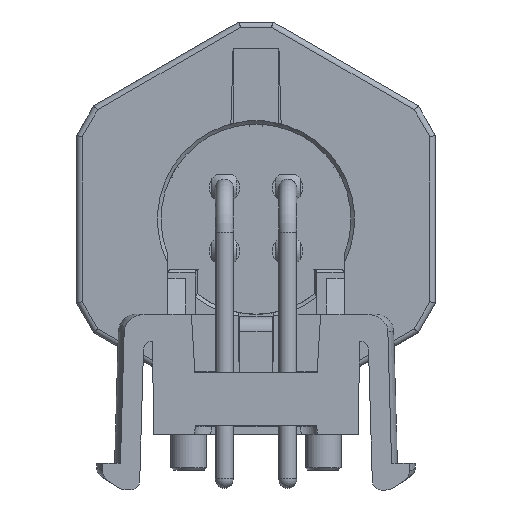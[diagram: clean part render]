
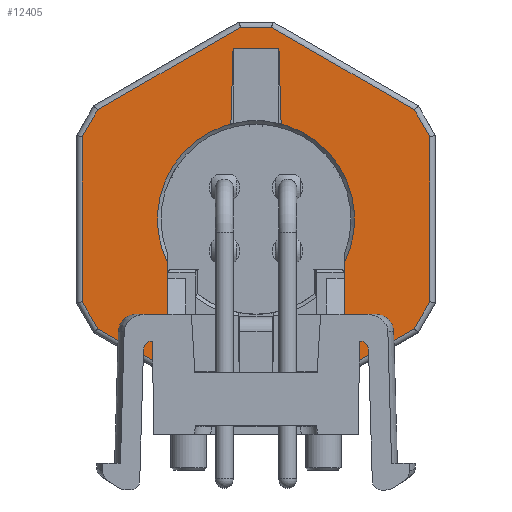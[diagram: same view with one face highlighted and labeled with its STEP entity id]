
A CAD part, left-side view. The second image highlights one B-rep face of the part: STEP entity #12405.
In plain terms, the highlighted planar face has unit normal (-1, 0, 0).
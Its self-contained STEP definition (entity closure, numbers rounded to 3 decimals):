
#339=PLANE('',#13343);
#990=LINE('',#18158,#2235);
#1011=LINE('',#18217,#2256);
#1013=LINE('',#18229,#2258);
#1023=LINE('',#18264,#2268);
#1024=LINE('',#18265,#2269);
#1025=LINE('',#18266,#2270);
#1026=LINE('',#18267,#2271);
#1027=LINE('',#18268,#2272);
#1028=LINE('',#18270,#2273);
#1029=LINE('',#18272,#2274);
#1030=LINE('',#18274,#2275);
#1031=LINE('',#18276,#2276);
#1032=LINE('',#18278,#2277);
#1033=LINE('',#18280,#2278);
#1034=LINE('',#18282,#2279);
#1035=LINE('',#18284,#2280);
#2235=VECTOR('',#14727,1000.);
#2256=VECTOR('',#14770,1000.);
#2258=VECTOR('',#14784,1000.);
#2268=VECTOR('',#14818,1000.);
#2269=VECTOR('',#14819,1000.);
#2270=VECTOR('',#14820,1000.);
#2271=VECTOR('',#14821,1000.);
#2272=VECTOR('',#14822,1000.);
#2273=VECTOR('',#14823,1000.);
#2274=VECTOR('',#14824,1000.);
#2275=VECTOR('',#14825,1000.);
#2276=VECTOR('',#14826,1000.);
#2277=VECTOR('',#14827,1000.);
#2278=VECTOR('',#14828,1000.);
#2279=VECTOR('',#14829,1000.);
#2280=VECTOR('',#14830,1000.);
#3847=ORIENTED_EDGE('',*,*,#7253,.T.);
#3848=ORIENTED_EDGE('',*,*,#7304,.T.);
#3849=ORIENTED_EDGE('',*,*,#7241,.T.);
#3850=ORIENTED_EDGE('',*,*,#7305,.T.);
#3851=ORIENTED_EDGE('',*,*,#7286,.F.);
#3852=ORIENTED_EDGE('',*,*,#7306,.F.);
#3853=ORIENTED_EDGE('',*,*,#7239,.T.);
#3854=ORIENTED_EDGE('',*,*,#7307,.F.);
#3855=ORIENTED_EDGE('',*,*,#7280,.T.);
#3856=ORIENTED_EDGE('',*,*,#7308,.T.);
#3857=ORIENTED_EDGE('',*,*,#7309,.T.);
#3858=ORIENTED_EDGE('',*,*,#7310,.T.);
#3859=ORIENTED_EDGE('',*,*,#7311,.T.);
#3860=ORIENTED_EDGE('',*,*,#7312,.T.);
#3861=ORIENTED_EDGE('',*,*,#7313,.T.);
#3862=ORIENTED_EDGE('',*,*,#7314,.T.);
#3863=ORIENTED_EDGE('',*,*,#7315,.T.);
#3864=ORIENTED_EDGE('',*,*,#7316,.T.);
#7239=EDGE_CURVE('',#9013,#9012,#10177,.T.);
#7241=EDGE_CURVE('',#9004,#9014,#10179,.T.);
#7253=EDGE_CURVE('',#9025,#9023,#990,.F.);
#7280=EDGE_CURVE('',#9046,#9047,#1011,.F.);
#7286=EDGE_CURVE('',#9048,#9050,#1013,.T.);
#7304=EDGE_CURVE('',#9023,#9004,#1023,.T.);
#7305=EDGE_CURVE('',#9014,#9050,#1024,.T.);
#7306=EDGE_CURVE('',#9013,#9048,#1025,.T.);
#7307=EDGE_CURVE('',#9046,#9012,#1026,.T.);
#7308=EDGE_CURVE('',#9047,#9063,#1027,.F.);
#7309=EDGE_CURVE('',#9063,#9064,#1028,.F.);
#7310=EDGE_CURVE('',#9064,#9065,#1029,.F.);
#7311=EDGE_CURVE('',#9065,#9066,#1030,.F.);
#7312=EDGE_CURVE('',#9066,#9067,#1031,.F.);
#7313=EDGE_CURVE('',#9067,#9068,#1032,.F.);
#7314=EDGE_CURVE('',#9068,#9069,#1033,.F.);
#7315=EDGE_CURVE('',#9069,#9070,#1034,.F.);
#7316=EDGE_CURVE('',#9070,#9025,#1035,.F.);
#9004=VERTEX_POINT('',#18110);
#9012=VERTEX_POINT('',#18129);
#9013=VERTEX_POINT('',#18131);
#9014=VERTEX_POINT('',#18133);
#9023=VERTEX_POINT('',#18156);
#9025=VERTEX_POINT('',#18159);
#9046=VERTEX_POINT('',#18218);
#9047=VERTEX_POINT('',#18219);
#9048=VERTEX_POINT('',#18227);
#9050=VERTEX_POINT('',#18230);
#9063=VERTEX_POINT('',#18269);
#9064=VERTEX_POINT('',#18271);
#9065=VERTEX_POINT('',#18273);
#9066=VERTEX_POINT('',#18275);
#9067=VERTEX_POINT('',#18277);
#9068=VERTEX_POINT('',#18279);
#9069=VERTEX_POINT('',#18281);
#9070=VERTEX_POINT('',#18283);
#10177=CIRCLE('',#13309,5.5);
#10179=CIRCLE('',#13311,5.5);
#10561=EDGE_LOOP('',(#3847,#3848,#3849,#3850,#3851,#3852,#3853,#3854,#3855,
#3856,#3857,#3858,#3859,#3860,#3861,#3862,#3863,#3864));
#11413=FACE_BOUND('',#10561,.T.);
#12405=ADVANCED_FACE('',(#11413),#339,.F.);
#13309=AXIS2_PLACEMENT_3D('',#18130,#14705,#14706);
#13311=AXIS2_PLACEMENT_3D('',#18134,#14709,#14710);
#13343=AXIS2_PLACEMENT_3D('',#18263,#14816,#14817);
#14705=DIRECTION('',(1.,0.,0.));
#14706=DIRECTION('',(0.,0.,-1.));
#14709=DIRECTION('',(1.,0.,0.));
#14710=DIRECTION('',(0.,0.,-1.));
#14727=DIRECTION('',(0.,0.5,-0.866));
#14770=DIRECTION('',(0.,-0.5,-0.866));
#14784=DIRECTION('',(0.,0.,-1.));
#14816=DIRECTION('',(1.,0.,0.));
#14817=DIRECTION('',(0.,0.,-1.));
#14818=DIRECTION('',(0.,1.,0.));
#14819=DIRECTION('',(0.,1.,0.));
#14820=DIRECTION('',(0.,1.,0.));
#14821=DIRECTION('',(0.,1.,0.));
#14822=DIRECTION('',(0.,-0.866,-0.5));
#14823=DIRECTION('',(0.,-1.,0.));
#14824=DIRECTION('',(0.,-0.866,0.5));
#14825=DIRECTION('',(0.,-0.5,0.866));
#14826=DIRECTION('',(0.,0.,1.));
#14827=DIRECTION('',(0.,0.5,0.866));
#14828=DIRECTION('',(0.,0.866,0.5));
#14829=DIRECTION('',(0.,1.,0.));
#14830=DIRECTION('',(0.,0.866,-0.5));
#18110=CARTESIAN_POINT('',(-1.5,-2.438,-4.93));
#18129=CARTESIAN_POINT('',(-1.5,-2.438,4.93));
#18130=CARTESIAN_POINT('',(-1.5,0.,0.));
#18131=CARTESIAN_POINT('',(-1.5,5.442,0.799));
#18133=CARTESIAN_POINT('',(-1.5,5.442,-0.799));
#18134=CARTESIAN_POINT('',(-1.5,0.,0.));
#18156=CARTESIAN_POINT('',(-1.5,-8.354,-4.93));
#18158=CARTESIAN_POINT('',(-1.5,-8.4,-4.85));
#18159=CARTESIAN_POINT('',(-1.5,-6.101,-8.833));
#18217=CARTESIAN_POINT('',(-1.5,-8.4,4.85));
#18218=CARTESIAN_POINT('',(-1.5,-8.354,4.93));
#18219=CARTESIAN_POINT('',(-1.5,-6.101,8.833));
#18227=CARTESIAN_POINT('',(-1.5,9.537,0.799));
#18229=CARTESIAN_POINT('',(-1.5,9.537,1.2));
#18230=CARTESIAN_POINT('',(-1.5,9.537,-0.799));
#18263=CARTESIAN_POINT('',(-1.5,0.,0.));
#18264=CARTESIAN_POINT('',(-1.5,-10.,-4.93));
#18265=CARTESIAN_POINT('',(-1.5,5.319,-0.799));
#18266=CARTESIAN_POINT('',(-1.5,5.319,0.799));
#18267=CARTESIAN_POINT('',(-1.5,-10.,4.93));
#18268=CARTESIAN_POINT('',(-1.5,-5.35,9.266));
#18269=CARTESIAN_POINT('',(-1.5,-4.599,9.7));
#18270=CARTESIAN_POINT('',(-1.5,0.,9.7));
#18271=CARTESIAN_POINT('',(-1.5,4.599,9.7));
#18272=CARTESIAN_POINT('',(-1.5,5.35,9.266));
#18273=CARTESIAN_POINT('',(-1.5,6.101,8.833));
#18274=CARTESIAN_POINT('',(-1.5,8.4,4.85));
#18275=CARTESIAN_POINT('',(-1.5,10.7,0.867));
#18276=CARTESIAN_POINT('',(-1.5,10.7,0.));
#18277=CARTESIAN_POINT('',(-1.5,10.7,-0.867));
#18278=CARTESIAN_POINT('',(-1.5,8.4,-4.85));
#18279=CARTESIAN_POINT('',(-1.5,6.101,-8.833));
#18280=CARTESIAN_POINT('',(-1.5,5.35,-9.266));
#18281=CARTESIAN_POINT('',(-1.5,4.599,-9.7));
#18282=CARTESIAN_POINT('',(-1.5,0.,-9.7));
#18283=CARTESIAN_POINT('',(-1.5,-4.599,-9.7));
#18284=CARTESIAN_POINT('',(-1.5,-5.35,-9.266));
